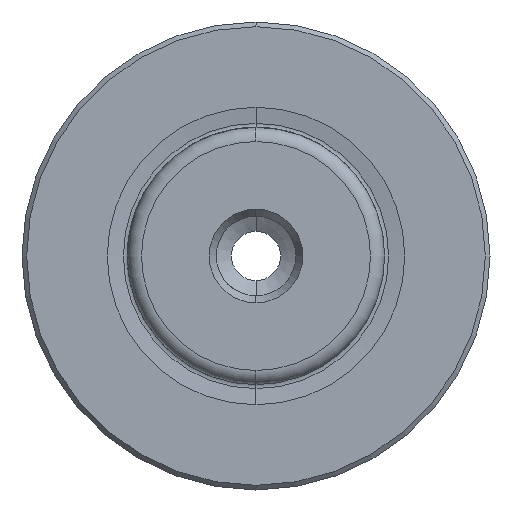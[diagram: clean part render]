
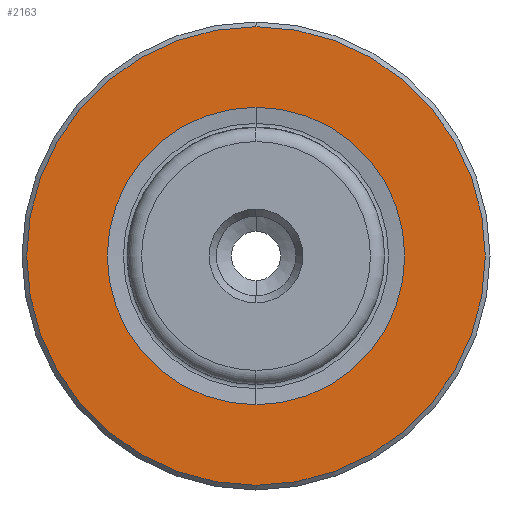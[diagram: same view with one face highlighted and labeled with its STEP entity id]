
A CAD part, left-side view. The second image highlights one B-rep face of the part: STEP entity #2163.
In plain terms, the highlighted planar face has unit normal (-1, 0, 0).
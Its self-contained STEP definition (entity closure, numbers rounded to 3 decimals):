
#121 = DIRECTION ( 'NONE',  ( 1., 0., 0. ) ) ;
#171 = PLANE ( 'NONE',  #1585 ) ;
#224 = AXIS2_PLACEMENT_3D ( 'NONE', #2392, #3326, #2043 ) ;
#285 = ORIENTED_EDGE ( 'NONE', *, *, #1727, .T. ) ;
#351 = CARTESIAN_POINT ( 'NONE',  ( 0., 12.715, 0. ) ) ;
#396 = CARTESIAN_POINT ( 'NONE',  ( 0., 0., 0. ) ) ;
#438 = ORIENTED_EDGE ( 'NONE', *, *, #924, .T. ) ;
#489 = DIRECTION ( 'NONE',  ( 0., 0., 1. ) ) ;
#510 = VERTEX_POINT ( 'NONE', #2513 ) ;
#538 = FACE_OUTER_BOUND ( 'NONE', #2528, .T. ) ;
#560 = ORIENTED_EDGE ( 'NONE', *, *, #1265, .F. ) ;
#569 = FACE_BOUND ( 'NONE', #1553, .T. ) ;
#582 = AXIS2_PLACEMENT_3D ( 'NONE', #1286, #1283, #1274 ) ;
#656 = ORIENTED_EDGE ( 'NONE', *, *, #1125, .F. ) ;
#715 = VERTEX_POINT ( 'NONE', #2830 ) ;
#924 = EDGE_CURVE ( 'NONE', #510, #715, #1937, .T. ) ;
#980 = CIRCLE ( 'NONE', #582, 19.6 ) ;
#995 = VERTEX_POINT ( 'NONE', #1996 ) ;
#1125 = EDGE_CURVE ( 'NONE', #3143, #995, #1682, .T. ) ;
#1265 = EDGE_CURVE ( 'NONE', #995, #3143, #1557, .T. ) ;
#1274 = DIRECTION ( 'NONE',  ( 0., 0., 1. ) ) ;
#1283 = DIRECTION ( 'NONE',  ( -1., 0., 0. ) ) ;
#1286 = CARTESIAN_POINT ( 'NONE',  ( 0., 0., 0. ) ) ;
#1441 = AXIS2_PLACEMENT_3D ( 'NONE', #396, #2117, #489 ) ;
#1553 = EDGE_LOOP ( 'NONE', ( #656, #560 ) ) ;
#1557 = CIRCLE ( 'NONE', #3265, 12.715 ) ;
#1585 = AXIS2_PLACEMENT_3D ( 'NONE', #351, #121, #2848 ) ;
#1682 = CIRCLE ( 'NONE', #224, 12.715 ) ;
#1727 = EDGE_CURVE ( 'NONE', #715, #510, #980, .T. ) ;
#1937 = CIRCLE ( 'NONE', #1441, 19.6 ) ;
#1996 = CARTESIAN_POINT ( 'NONE',  ( 0., 0., -12.715 ) ) ;
#2043 = DIRECTION ( 'NONE',  ( 0., 0., 1. ) ) ;
#2117 = DIRECTION ( 'NONE',  ( -1., 0., 0. ) ) ;
#2163 = ADVANCED_FACE ( 'NONE', ( #569, #538 ), #171, .F. ) ;
#2392 = CARTESIAN_POINT ( 'NONE',  ( 0., 0., 0. ) ) ;
#2513 = CARTESIAN_POINT ( 'NONE',  ( 0., 0., -19.6 ) ) ;
#2528 = EDGE_LOOP ( 'NONE', ( #438, #285 ) ) ;
#2830 = CARTESIAN_POINT ( 'NONE',  ( 0., 0., 19.6 ) ) ;
#2848 = DIRECTION ( 'NONE',  ( 0., 0., -1. ) ) ;
#3143 = VERTEX_POINT ( 'NONE', #3182 ) ;
#3182 = CARTESIAN_POINT ( 'NONE',  ( 0., 0., 12.715 ) ) ;
#3265 = AXIS2_PLACEMENT_3D ( 'NONE', #3353, #3348, #3337 ) ;
#3326 = DIRECTION ( 'NONE',  ( -1., 0., 0. ) ) ;
#3337 = DIRECTION ( 'NONE',  ( 0., 0., 1. ) ) ;
#3348 = DIRECTION ( 'NONE',  ( -1., 0., 0. ) ) ;
#3353 = CARTESIAN_POINT ( 'NONE',  ( 0., 0., 0. ) ) ;
